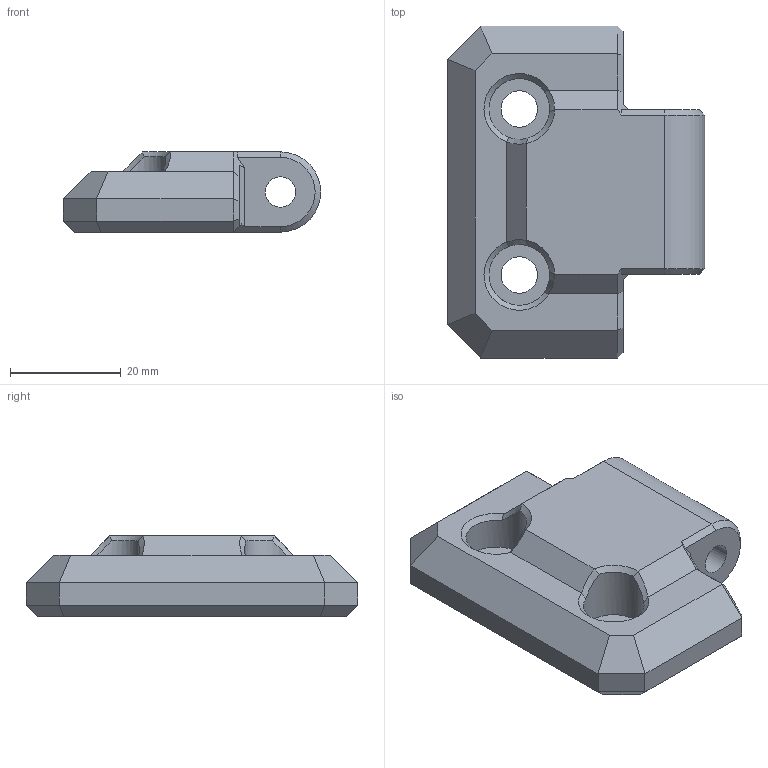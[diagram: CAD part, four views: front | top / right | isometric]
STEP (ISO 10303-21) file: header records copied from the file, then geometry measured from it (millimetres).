
FILE_DESCRIPTION(/* description */ (''),/* implementation_level */ '2;1');
FILE_NAME(/* name */ 'door_hinge_frame.step',/* time_stamp */ '2022-06-24T11:47:52+01:00',/* author */ (''),/* organization */ (''),/* preprocessor_version */ 'ST-DEVELOPER v19',/* originating_system */ 'Autodesk Translation Framework v11.7.0.108',/* authorisation */ '');
FILE_SCHEMA (('AUTOMOTIVE_DESIGN { 1 0 10303 214 3 1 1 }'));
Length unit declared in the file: millimetre
Products named in the file (1): door_hinge_frame
Bounding box: 46.5 x 60 x 14.5 mm (x, y, z)
Volume: 24242.6 mm3; surface area: 7319.9 mm2
Topology: 1 solids, 1 shells, 61 faces, 159 edges, 100 vertices
Faces by surface type: plane 45, cone 6, cylinder 6, bspline 4
Full cylindrical faces by diameter (mm): 5.5 x1, 6.6 x2, 11 x2
Entity records: 2002 total; most frequent: CARTESIAN_POINT 523, ORIENTED_EDGE 318, DIRECTION 269, EDGE_CURVE 159, LINE 109, VECTOR 109, VERTEX_POINT 100, AXIS2_PLACEMENT_3D 80
